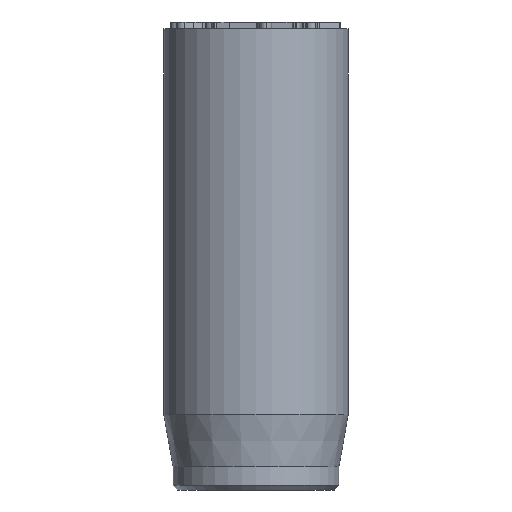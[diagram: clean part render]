
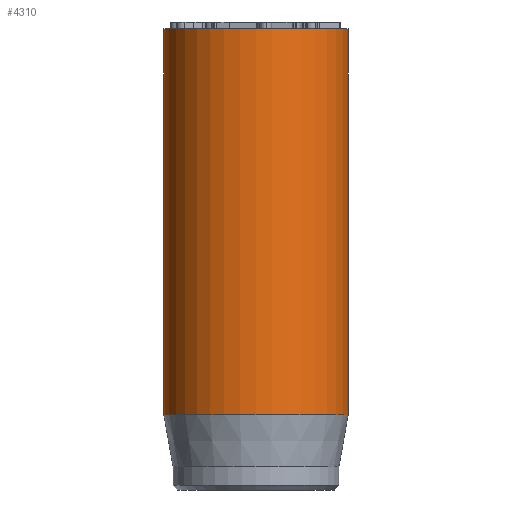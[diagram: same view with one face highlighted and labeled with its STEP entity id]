
A CAD part, front view. The second image highlights one B-rep face of the part: STEP entity #4310.
In plain terms, the highlighted cylindrical face has radius 4 mm (diameter 8 mm), a full revolution.
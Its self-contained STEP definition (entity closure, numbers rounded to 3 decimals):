
#32=CYLINDRICAL_SURFACE('',#4482,4.);
#46=CIRCLE('',#4449,4.);
#62=CIRCLE('',#4480,4.);
#63=CIRCLE('',#4481,4.);
#393=FACE_OUTER_BOUND('',#649,.T.);
#649=EDGE_LOOP('',(#3843,#3844,#3845,#3846,#3847));
#965=LINE('',#8178,#1289);
#1289=VECTOR('',#5001,4.);
#1981=VERTEX_POINT('',#8117);
#1997=VERTEX_POINT('',#8172);
#1998=VERTEX_POINT('',#8173);
#2594=EDGE_CURVE('',#1981,#1981,#46,.T.);
#2618=EDGE_CURVE('',#1997,#1998,#62,.T.);
#2619=EDGE_CURVE('',#1998,#1997,#63,.T.);
#2621=EDGE_CURVE('',#1981,#1997,#965,.T.);
#3843=ORIENTED_EDGE('',*,*,#2594,.T.);
#3844=ORIENTED_EDGE('',*,*,#2621,.T.);
#3845=ORIENTED_EDGE('',*,*,#2618,.T.);
#3846=ORIENTED_EDGE('',*,*,#2619,.T.);
#3847=ORIENTED_EDGE('',*,*,#2621,.F.);
#4310=ADVANCED_FACE('',(#393),#32,.T.);
#4449=AXIS2_PLACEMENT_3D('',#8118,#4924,#4925);
#4480=AXIS2_PLACEMENT_3D('',#8174,#4994,#4995);
#4481=AXIS2_PLACEMENT_3D('',#8175,#4996,#4997);
#4482=AXIS2_PLACEMENT_3D('',#8177,#4999,#5000);
#4924=DIRECTION('center_axis',(0.,0.,-1.));
#4925=DIRECTION('ref_axis',(-1.,0.,0.));
#4994=DIRECTION('center_axis',(0.,0.,1.));
#4995=DIRECTION('ref_axis',(-1.,0.,0.));
#4996=DIRECTION('center_axis',(0.,0.,1.));
#4997=DIRECTION('ref_axis',(-1.,0.,0.));
#4999=DIRECTION('center_axis',(0.,0.,1.));
#5000=DIRECTION('ref_axis',(-1.,0.,0.));
#5001=DIRECTION('',(0.,0.,-1.));
#8117=CARTESIAN_POINT('',(4.,0.,20.));
#8118=CARTESIAN_POINT('Origin',(0.,0.,20.));
#8172=CARTESIAN_POINT('',(4.,0.,3.269));
#8173=CARTESIAN_POINT('',(-4.,0.,3.269));
#8174=CARTESIAN_POINT('Origin',(0.,0.,3.269));
#8175=CARTESIAN_POINT('Origin',(0.,0.,3.269));
#8177=CARTESIAN_POINT('Origin',(0.,0.,0.));
#8178=CARTESIAN_POINT('',(4.,0.,0.));
